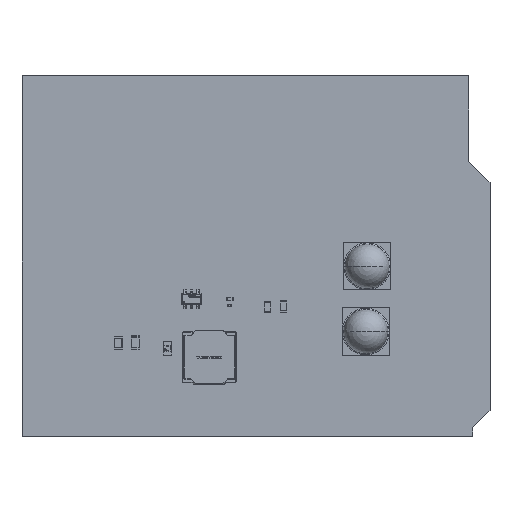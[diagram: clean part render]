
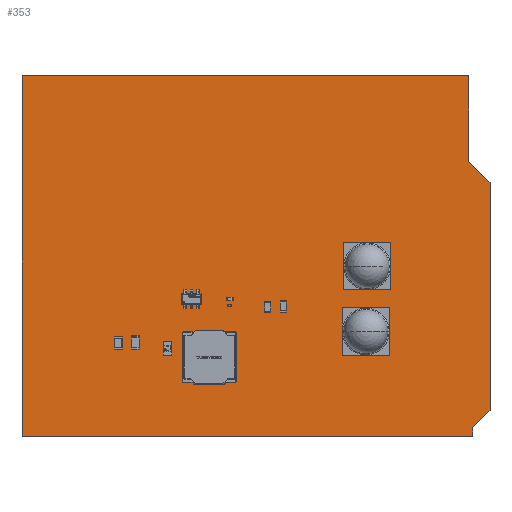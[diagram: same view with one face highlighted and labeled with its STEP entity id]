
A CAD part, top view. The second image highlights one B-rep face of the part: STEP entity #353.
In plain terms, the highlighted planar face has unit normal (0, 0, 1).
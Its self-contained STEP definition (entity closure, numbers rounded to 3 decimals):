
#96 = VERTEX_POINT('',#97);
#97 = CARTESIAN_POINT('',(0.,53.34,1.615));
#103 = EDGE_CURVE('',#96,#104,#106,.T.);
#104 = VERTEX_POINT('',#105);
#105 = CARTESIAN_POINT('',(0.,0.,1.615));
#106 = LINE('',#107,#108);
#107 = CARTESIAN_POINT('',(0.,101.6,1.615));
#108 = VECTOR('',#109,1.);
#109 = DIRECTION('',(0.,-1.,0.));
#134 = EDGE_CURVE('',#96,#135,#137,.T.);
#135 = VERTEX_POINT('',#136);
#136 = CARTESIAN_POINT('',(66.04,53.34,1.615));
#137 = LINE('',#138,#139);
#138 = CARTESIAN_POINT('',(0.,53.34,1.615));
#139 = VECTOR('',#140,1.);
#140 = DIRECTION('',(1.,0.,0.));
#165 = EDGE_CURVE('',#135,#166,#168,.T.);
#166 = VERTEX_POINT('',#167);
#167 = CARTESIAN_POINT('',(66.04,40.64,1.615));
#168 = LINE('',#169,#170);
#169 = CARTESIAN_POINT('',(66.04,53.34,1.615));
#170 = VECTOR('',#171,1.);
#171 = DIRECTION('',(0.,-1.,0.));
#196 = EDGE_CURVE('',#166,#197,#199,.T.);
#197 = VERTEX_POINT('',#198);
#198 = CARTESIAN_POINT('',(69.215,37.465,1.615));
#199 = LINE('',#200,#201);
#200 = CARTESIAN_POINT('',(66.04,40.64,1.615));
#201 = VECTOR('',#202,1.);
#202 = DIRECTION('',(0.707,-0.707,0.));
#227 = EDGE_CURVE('',#197,#228,#230,.T.);
#228 = VERTEX_POINT('',#229);
#229 = CARTESIAN_POINT('',(69.215,3.81,1.615));
#230 = LINE('',#231,#232);
#231 = CARTESIAN_POINT('',(69.215,37.465,1.615));
#232 = VECTOR('',#233,1.);
#233 = DIRECTION('',(0.,-1.,0.));
#258 = EDGE_CURVE('',#228,#259,#261,.T.);
#259 = VERTEX_POINT('',#260);
#260 = CARTESIAN_POINT('',(66.675,1.27,1.615));
#261 = LINE('',#262,#263);
#262 = CARTESIAN_POINT('',(69.215,3.81,1.615));
#263 = VECTOR('',#264,1.);
#264 = DIRECTION('',(-0.707,-0.707,0.));
#289 = EDGE_CURVE('',#259,#290,#292,.T.);
#290 = VERTEX_POINT('',#291);
#291 = CARTESIAN_POINT('',(66.675,0.,1.615));
#292 = LINE('',#293,#294);
#293 = CARTESIAN_POINT('',(66.675,1.27,1.615));
#294 = VECTOR('',#295,1.);
#295 = DIRECTION('',(0.,-1.,0.));
#320 = EDGE_CURVE('',#104,#290,#321,.T.);
#321 = LINE('',#322,#323);
#322 = CARTESIAN_POINT('',(0.,0.,1.615));
#323 = VECTOR('',#324,1.);
#324 = DIRECTION('',(1.,0.,0.));
#353 = ADVANCED_FACE('',(#354),#364,.T.);
#354 = FACE_BOUND('',#355,.T.);
#355 = EDGE_LOOP('',(#356,#357,#358,#359,#360,#361,#362,#363));
#356 = ORIENTED_EDGE('',*,*,#103,.T.);
#357 = ORIENTED_EDGE('',*,*,#320,.T.);
#358 = ORIENTED_EDGE('',*,*,#289,.F.);
#359 = ORIENTED_EDGE('',*,*,#258,.F.);
#360 = ORIENTED_EDGE('',*,*,#227,.F.);
#361 = ORIENTED_EDGE('',*,*,#196,.F.);
#362 = ORIENTED_EDGE('',*,*,#165,.F.);
#363 = ORIENTED_EDGE('',*,*,#134,.F.);
#364 = PLANE('',#365);
#365 = AXIS2_PLACEMENT_3D('',#366,#367,#368);
#366 = CARTESIAN_POINT('',(76.2,50.8,1.615));
#367 = DIRECTION('',(0.,0.,1.));
#368 = DIRECTION('',(1.,0.,-0.));
